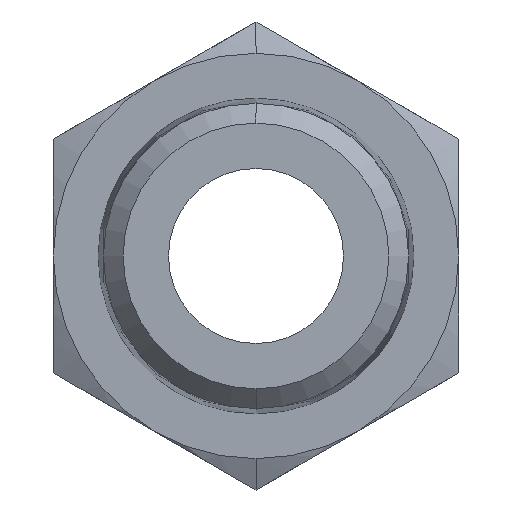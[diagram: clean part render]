
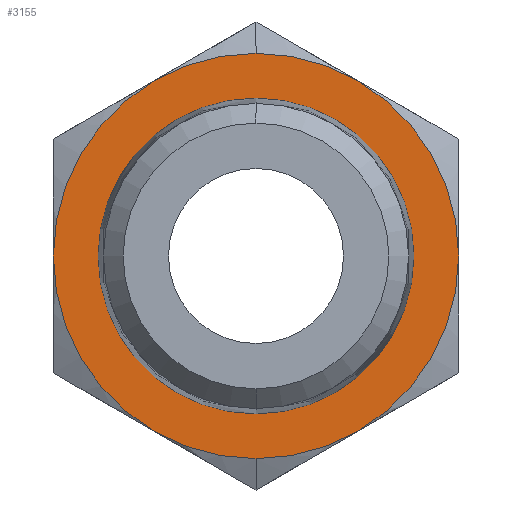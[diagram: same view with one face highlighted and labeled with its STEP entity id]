
A CAD part, left-side view. The second image highlights one B-rep face of the part: STEP entity #3155.
In plain terms, the highlighted planar face has unit normal (-1, 0, 0).
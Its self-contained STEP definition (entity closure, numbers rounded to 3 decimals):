
#136 = AXIS2_PLACEMENT_3D ( 'NONE', #5341, #1347, #3283 ) ;
#166 = CARTESIAN_POINT ( 'NONE',  ( 15.255, 0., 0. ) ) ;
#447 = EDGE_CURVE ( 'NONE', #1060, #3244, #852, .T. ) ;
#453 = PLANE ( 'NONE',  #2957 ) ;
#670 = DIRECTION ( 'NONE',  ( 0., 0.5, -0.866 ) ) ;
#852 = CIRCLE ( 'NONE', #2702, 11. ) ;
#885 = CARTESIAN_POINT ( 'NONE',  ( 15.255, 0., 0. ) ) ;
#938 = EDGE_CURVE ( 'NONE', #4348, #1536, #3695, .T. ) ;
#1021 = AXIS2_PLACEMENT_3D ( 'NONE', #6101, #2009, #670 ) ;
#1060 = VERTEX_POINT ( 'NONE', #4182 ) ;
#1102 = EDGE_LOOP ( 'NONE', ( #7742, #7367 ) ) ;
#1223 = DIRECTION ( 'NONE',  ( 1., 0., 0. ) ) ;
#1347 = DIRECTION ( 'NONE',  ( 1., 0., 0. ) ) ;
#1388 = EDGE_CURVE ( 'NONE', #2729, #6988, #5252, .T. ) ;
#1536 = VERTEX_POINT ( 'NONE', #5320 ) ;
#1599 = DIRECTION ( 'NONE',  ( -1., 0., 0. ) ) ;
#1638 = CARTESIAN_POINT ( 'NONE',  ( 15.255, 0., 0. ) ) ;
#1641 = EDGE_CURVE ( 'NONE', #3244, #2729, #6243, .T. ) ;
#1777 = CIRCLE ( 'NONE', #7649, 11. ) ;
#1877 = CARTESIAN_POINT ( 'NONE',  ( 15.255, -5.5, 9.526 ) ) ;
#1938 = DIRECTION ( 'NONE',  ( 0., 0., -1. ) ) ;
#1944 = ORIENTED_EDGE ( 'NONE', *, *, #8102, .T. ) ;
#2009 = DIRECTION ( 'NONE',  ( -1., 0., 0. ) ) ;
#2326 = CARTESIAN_POINT ( 'NONE',  ( 15.255, 0., 11. ) ) ;
#2370 = DIRECTION ( 'NONE',  ( 0., 0.5, 0.866 ) ) ;
#2447 = DIRECTION ( 'NONE',  ( 0., 0., 1. ) ) ;
#2464 = ORIENTED_EDGE ( 'NONE', *, *, #1641, .T. ) ;
#2702 = AXIS2_PLACEMENT_3D ( 'NONE', #3367, #5347, #1938 ) ;
#2725 = CARTESIAN_POINT ( 'NONE',  ( 15.255, -5.5, -9.526 ) ) ;
#2729 = VERTEX_POINT ( 'NONE', #5808 ) ;
#2850 = DIRECTION ( 'NONE',  ( 0., 0., 1. ) ) ;
#2904 = DIRECTION ( 'NONE',  ( -1., 0., 0. ) ) ;
#2957 = AXIS2_PLACEMENT_3D ( 'NONE', #3191, #1223, #3951 ) ;
#3035 = CARTESIAN_POINT ( 'NONE',  ( 15.255, 0., 0. ) ) ;
#3121 = DIRECTION ( 'NONE',  ( 0., -1., 0. ) ) ;
#3155 = ADVANCED_FACE ( 'NONE', ( #3870, #6607 ), #453, .F. ) ;
#3177 = EDGE_CURVE ( 'NONE', #6988, #4364, #7997, .T. ) ;
#3189 = VERTEX_POINT ( 'NONE', #4742 ) ;
#3191 = CARTESIAN_POINT ( 'NONE',  ( 15.255, 0., 0. ) ) ;
#3244 = VERTEX_POINT ( 'NONE', #2725 ) ;
#3283 = DIRECTION ( 'NONE',  ( 0., 0., -1. ) ) ;
#3353 = EDGE_CURVE ( 'NONE', #3189, #7280, #6256, .T. ) ;
#3367 = CARTESIAN_POINT ( 'NONE',  ( 15.255, 0., 0. ) ) ;
#3679 = CIRCLE ( 'NONE', #8715, 11. ) ;
#3695 = CIRCLE ( 'NONE', #5137, 8.572 ) ;
#3870 = FACE_BOUND ( 'NONE', #1102, .T. ) ;
#3951 = DIRECTION ( 'NONE',  ( 0., 1., 0. ) ) ;
#4102 = AXIS2_PLACEMENT_3D ( 'NONE', #7328, #5253, #8012 ) ;
#4182 = CARTESIAN_POINT ( 'NONE',  ( 15.255, 0., -11. ) ) ;
#4348 = VERTEX_POINT ( 'NONE', #7913 ) ;
#4364 = VERTEX_POINT ( 'NONE', #2326 ) ;
#4393 = EDGE_CURVE ( 'NONE', #7325, #3189, #3679, .T. ) ;
#4505 = DIRECTION ( 'NONE',  ( -1., 0., 0. ) ) ;
#4742 = CARTESIAN_POINT ( 'NONE',  ( 15.255, 11., 0. ) ) ;
#5028 = DIRECTION ( 'NONE',  ( 0., -0.5, -0.866 ) ) ;
#5137 = AXIS2_PLACEMENT_3D ( 'NONE', #3035, #6583, #2447 ) ;
#5160 = CARTESIAN_POINT ( 'NONE',  ( 15.255, 0., 0. ) ) ;
#5168 = CIRCLE ( 'NONE', #1021, 11. ) ;
#5252 = CIRCLE ( 'NONE', #5522, 11. ) ;
#5253 = DIRECTION ( 'NONE',  ( -1., 0., 0. ) ) ;
#5320 = CARTESIAN_POINT ( 'NONE',  ( 15.255, 0., -8.572 ) ) ;
#5341 = CARTESIAN_POINT ( 'NONE',  ( 15.255, 0., 0. ) ) ;
#5347 = DIRECTION ( 'NONE',  ( -1., 0., 0. ) ) ;
#5522 = AXIS2_PLACEMENT_3D ( 'NONE', #1638, #4505, #3121 ) ;
#5690 = DIRECTION ( 'NONE',  ( 0., 1., 0. ) ) ;
#5740 = EDGE_LOOP ( 'NONE', ( #7400, #1944, #6311, #7233, #7031, #6882, #2464, #7074 ) ) ;
#5808 = CARTESIAN_POINT ( 'NONE',  ( 15.255, -11., 0. ) ) ;
#5813 = CARTESIAN_POINT ( 'NONE',  ( 15.255, 5.5, -9.526 ) ) ;
#6101 = CARTESIAN_POINT ( 'NONE',  ( 15.255, 0., 0. ) ) ;
#6242 = CARTESIAN_POINT ( 'NONE',  ( 15.255, 0., 0. ) ) ;
#6243 = CIRCLE ( 'NONE', #8705, 11. ) ;
#6256 = CIRCLE ( 'NONE', #7128, 11. ) ;
#6311 = ORIENTED_EDGE ( 'NONE', *, *, #4393, .T. ) ;
#6417 = DIRECTION ( 'NONE',  ( -1., 0., 0. ) ) ;
#6583 = DIRECTION ( 'NONE',  ( 1., 0., 0. ) ) ;
#6607 = FACE_OUTER_BOUND ( 'NONE', #5740, .T. ) ;
#6882 = ORIENTED_EDGE ( 'NONE', *, *, #447, .T. ) ;
#6988 = VERTEX_POINT ( 'NONE', #1877 ) ;
#7031 = ORIENTED_EDGE ( 'NONE', *, *, #8845, .T. ) ;
#7074 = ORIENTED_EDGE ( 'NONE', *, *, #1388, .T. ) ;
#7128 = AXIS2_PLACEMENT_3D ( 'NONE', #166, #2904, #5690 ) ;
#7233 = ORIENTED_EDGE ( 'NONE', *, *, #3353, .T. ) ;
#7280 = VERTEX_POINT ( 'NONE', #5813 ) ;
#7325 = VERTEX_POINT ( 'NONE', #7552 ) ;
#7328 = CARTESIAN_POINT ( 'NONE',  ( 15.255, 0., 0. ) ) ;
#7367 = ORIENTED_EDGE ( 'NONE', *, *, #938, .T. ) ;
#7400 = ORIENTED_EDGE ( 'NONE', *, *, #3177, .T. ) ;
#7552 = CARTESIAN_POINT ( 'NONE',  ( 15.255, 5.5, 9.526 ) ) ;
#7593 = DIRECTION ( 'NONE',  ( -1., 0., 0. ) ) ;
#7649 = AXIS2_PLACEMENT_3D ( 'NONE', #885, #1599, #2850 ) ;
#7742 = ORIENTED_EDGE ( 'NONE', *, *, #8891, .T. ) ;
#7913 = CARTESIAN_POINT ( 'NONE',  ( 15.255, 0., 8.572 ) ) ;
#7997 = CIRCLE ( 'NONE', #4102, 11. ) ;
#8012 = DIRECTION ( 'NONE',  ( 0., -0.5, 0.866 ) ) ;
#8053 = CIRCLE ( 'NONE', #136, 8.572 ) ;
#8102 = EDGE_CURVE ( 'NONE', #4364, #7325, #1777, .T. ) ;
#8705 = AXIS2_PLACEMENT_3D ( 'NONE', #6242, #7593, #5028 ) ;
#8715 = AXIS2_PLACEMENT_3D ( 'NONE', #5160, #6417, #2370 ) ;
#8845 = EDGE_CURVE ( 'NONE', #7280, #1060, #5168, .T. ) ;
#8891 = EDGE_CURVE ( 'NONE', #1536, #4348, #8053, .T. ) ;
